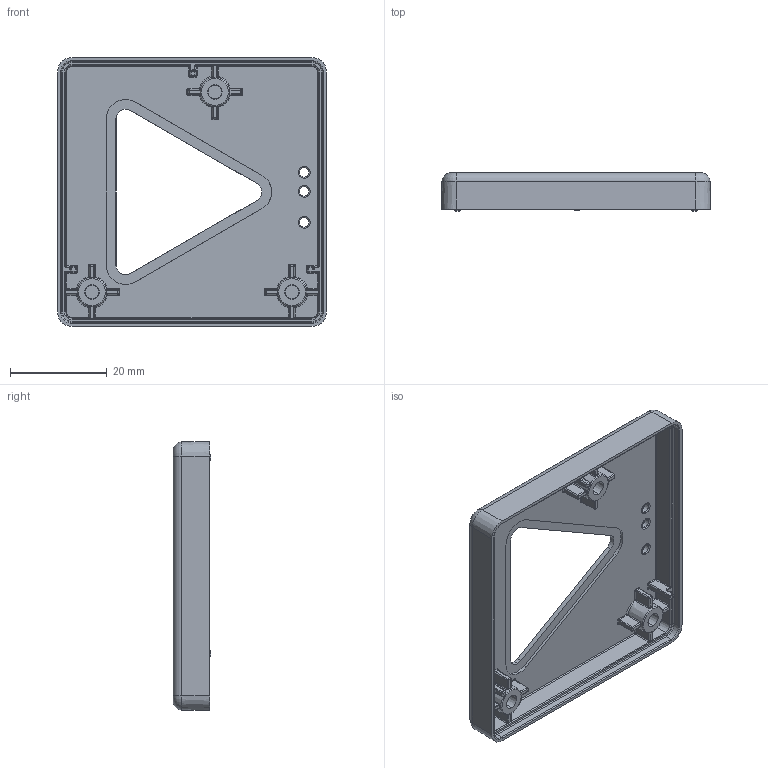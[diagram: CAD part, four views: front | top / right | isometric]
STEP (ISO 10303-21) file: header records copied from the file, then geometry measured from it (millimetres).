
FILE_DESCRIPTION (( 'STEP AP214' ), '1' );
FILE_NAME ('TOP ENCLOSURE.STEP', '2021-10-04T08:36:24', ( '' ), ( '' ), 'SwSTEP 2.0', 'SolidWorks 2020', '' );
FILE_SCHEMA (( 'AUTOMOTIVE_DESIGN' ));
Length unit declared in the file: millimetre
Products named in the file (1): TOP ENCLOSURE
Bounding box: 55.66 x 7.85 x 55.66 mm (x, y, z)
Volume: 5877.8 mm3; surface area: 8409.9 mm2
Topology: 1 solids, 1 shells, 537 faces, 1299 edges, 704 vertices
Faces by surface type: cylinder 165, bspline 126, plane 92, sphere 66, torus 44, cone 44
Entity records: 16771 total; most frequent: CARTESIAN_POINT 5451, ORIENTED_EDGE 2466, DIRECTION 2305, EDGE_CURVE 1233, AXIS2_PLACEMENT_3D 946, VERTEX_POINT 704, EDGE_LOOP 551, FACE_OUTER_BOUND 537
